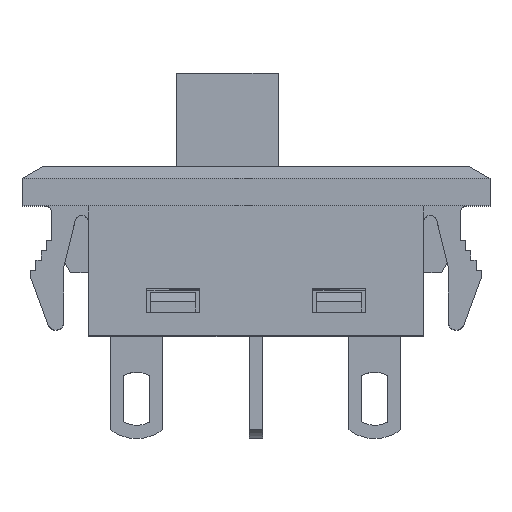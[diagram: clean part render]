
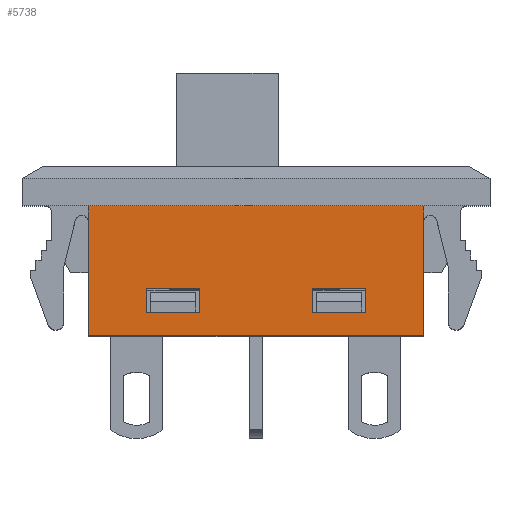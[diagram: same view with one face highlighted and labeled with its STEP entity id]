
A CAD part, top view. The second image highlights one B-rep face of the part: STEP entity #5738.
In plain terms, the highlighted planar face has unit normal (0, 0, 1).
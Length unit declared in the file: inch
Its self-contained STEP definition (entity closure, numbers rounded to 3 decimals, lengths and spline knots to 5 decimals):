
#22=FACE_BOUND('',#493,.T.);
#23=FACE_BOUND('',#494,.T.);
#236=FACE_OUTER_BOUND('',#492,.T.);
#492=EDGE_LOOP('',(#4228,#4229,#4230,#4231));
#493=EDGE_LOOP('',(#4232,#4233,#4234,#4235));
#494=EDGE_LOOP('',(#4236,#4237,#4238,#4239));
#933=LINE('',#8288,#1712);
#937=LINE('',#8295,#1716);
#940=LINE('',#8301,#1719);
#943=LINE('',#8309,#1722);
#947=LINE('',#8316,#1726);
#954=LINE('',#8328,#1733);
#956=LINE('',#8331,#1735);
#959=LINE('',#8335,#1738);
#986=LINE('',#8385,#1765);
#994=LINE('',#8400,#1773);
#1007=LINE('',#8425,#1786);
#1016=LINE('',#8439,#1795);
#1712=VECTOR('',#6713,0.3937);
#1716=VECTOR('',#6719,0.3937);
#1719=VECTOR('',#6724,0.3937);
#1722=VECTOR('',#6729,0.3937);
#1726=VECTOR('',#6735,0.3937);
#1733=VECTOR('',#6744,0.3937);
#1735=VECTOR('',#6746,0.3937);
#1738=VECTOR('',#6751,0.3937);
#1765=VECTOR('',#6792,0.3937);
#1773=VECTOR('',#6806,0.3937);
#1786=VECTOR('',#6821,0.3937);
#1795=VECTOR('',#6832,0.3937);
#2455=VERTEX_POINT('',#8285);
#2456=VERTEX_POINT('',#8287);
#2458=VERTEX_POINT('',#8293);
#2460=VERTEX_POINT('',#8299);
#2463=VERTEX_POINT('',#8306);
#2464=VERTEX_POINT('',#8308);
#2466=VERTEX_POINT('',#8314);
#2471=VERTEX_POINT('',#8330);
#2486=VERTEX_POINT('',#8382);
#2487=VERTEX_POINT('',#8384);
#2491=VERTEX_POINT('',#8399);
#2502=VERTEX_POINT('',#8424);
#3117=EDGE_CURVE('',#2456,#2455,#933,.T.);
#3121=EDGE_CURVE('',#2455,#2458,#937,.T.);
#3124=EDGE_CURVE('',#2458,#2460,#940,.T.);
#3127=EDGE_CURVE('',#2464,#2463,#943,.T.);
#3131=EDGE_CURVE('',#2463,#2466,#947,.T.);
#3138=EDGE_CURVE('',#2460,#2456,#954,.T.);
#3140=EDGE_CURVE('',#2471,#2464,#956,.T.);
#3143=EDGE_CURVE('',#2466,#2471,#959,.T.);
#3170=EDGE_CURVE('',#2486,#2487,#986,.T.);
#3178=EDGE_CURVE('',#2487,#2491,#994,.T.);
#3191=EDGE_CURVE('',#2502,#2491,#1007,.T.);
#3200=EDGE_CURVE('',#2486,#2502,#1016,.T.);
#4228=ORIENTED_EDGE('',*,*,#3191,.T.);
#4229=ORIENTED_EDGE('',*,*,#3178,.F.);
#4230=ORIENTED_EDGE('',*,*,#3170,.F.);
#4231=ORIENTED_EDGE('',*,*,#3200,.T.);
#4232=ORIENTED_EDGE('',*,*,#3143,.T.);
#4233=ORIENTED_EDGE('',*,*,#3140,.T.);
#4234=ORIENTED_EDGE('',*,*,#3127,.T.);
#4235=ORIENTED_EDGE('',*,*,#3131,.T.);
#4236=ORIENTED_EDGE('',*,*,#3124,.T.);
#4237=ORIENTED_EDGE('',*,*,#3138,.T.);
#4238=ORIENTED_EDGE('',*,*,#3117,.T.);
#4239=ORIENTED_EDGE('',*,*,#3121,.T.);
#5265=PLANE('',#6047);
#5738=ADVANCED_FACE('',(#236,#22,#23),#5265,.T.);
#6047=AXIS2_PLACEMENT_3D('',#8440,#6833,#6834);
#6713=DIRECTION('',(0.,-1.,0.));
#6719=DIRECTION('',(-1.,0.,0.));
#6724=DIRECTION('',(0.,1.,0.));
#6729=DIRECTION('',(0.,-1.,0.));
#6735=DIRECTION('',(-1.,0.,0.));
#6744=DIRECTION('',(1.,0.,0.));
#6746=DIRECTION('',(1.,0.,0.));
#6751=DIRECTION('',(0.,1.,0.));
#6792=DIRECTION('',(1.,0.,0.));
#6806=DIRECTION('',(0.,-1.,0.));
#6821=DIRECTION('',(1.,0.,0.));
#6832=DIRECTION('',(0.,-1.,0.));
#6833=DIRECTION('center_axis',(0.,0.,1.));
#6834=DIRECTION('ref_axis',(1.,0.,0.));
#8285=CARTESIAN_POINT('',(0.165,-0.0925,0.1525));
#8287=CARTESIAN_POINT('',(0.165,-0.0575,0.1525));
#8288=CARTESIAN_POINT('',(0.165,-0.0125,0.1525));
#8293=CARTESIAN_POINT('',(0.085,-0.0925,0.1525));
#8295=CARTESIAN_POINT('',(-0.08375,-0.0925,0.1525));
#8299=CARTESIAN_POINT('',(0.085,-0.0575,0.1525));
#8301=CARTESIAN_POINT('',(0.085,0.005,0.1525));
#8306=CARTESIAN_POINT('',(-0.085,-0.0925,0.1525));
#8308=CARTESIAN_POINT('',(-0.085,-0.0575,0.1525));
#8309=CARTESIAN_POINT('',(-0.085,-0.0125,0.1525));
#8314=CARTESIAN_POINT('',(-0.165,-0.0925,0.1525));
#8316=CARTESIAN_POINT('',(-0.20875,-0.0925,0.1525));
#8328=CARTESIAN_POINT('',(-0.04375,-0.0575,0.1525));
#8330=CARTESIAN_POINT('',(-0.165,-0.0575,0.1525));
#8331=CARTESIAN_POINT('',(-0.16875,-0.0575,0.1525));
#8335=CARTESIAN_POINT('',(-0.165,0.005,0.1525));
#8382=CARTESIAN_POINT('',(-0.2525,0.0675,0.1525));
#8384=CARTESIAN_POINT('',(0.2525,0.0675,0.1525));
#8385=CARTESIAN_POINT('',(0.05,0.0675,0.1525));
#8399=CARTESIAN_POINT('',(0.2525,-0.1275,0.1525));
#8400=CARTESIAN_POINT('',(0.2525,0.0675,0.1525));
#8424=CARTESIAN_POINT('',(-0.2525,-0.1275,0.1525));
#8425=CARTESIAN_POINT('',(-0.2525,-0.1275,0.1525));
#8439=CARTESIAN_POINT('',(-0.2525,0.0675,0.1525));
#8440=CARTESIAN_POINT('Origin',(-0.2525,0.0675,0.1525));
